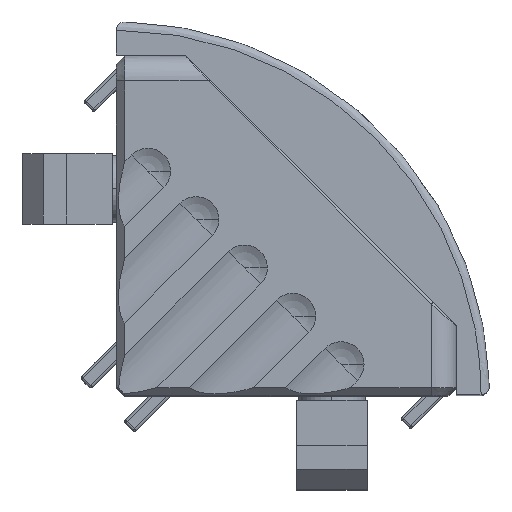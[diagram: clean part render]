
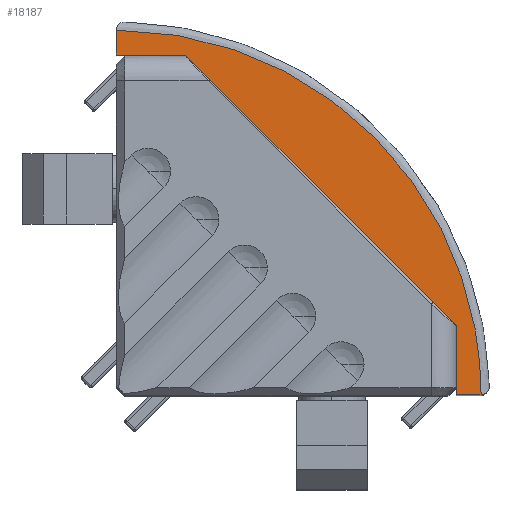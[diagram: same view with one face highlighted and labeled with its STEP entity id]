
A CAD part, top view. The second image highlights one B-rep face of the part: STEP entity #18187.
In plain terms, the highlighted face is planar.
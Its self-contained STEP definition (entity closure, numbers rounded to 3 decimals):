
#17836=CARTESIAN_POINT('',(21.5,0.,44.));
#17837=VERTEX_POINT('',#17836);
#17924=CARTESIAN_POINT('',(21.5,0.0,43.989));
#17925=VERTEX_POINT('',#17924);
#17932=CARTESIAN_POINT('',(21.5,1.,43.989));
#17933=DIRECTION('',(-1.0,0.0,0.0));
#17934=DIRECTION('',(0.0,0.0,1.0));
#17935=AXIS2_PLACEMENT_3D('',#17932,#17933,#17934);
#17936=CIRCLE('',#17935,1.);
#17937=EDGE_CURVE('',#17925,#17837,#17936,.T.);
#18019=CARTESIAN_POINT('',(21.5,41.,8.384));
#18020=VERTEX_POINT('',#18019);
#18021=CARTESIAN_POINT('',(21.5,41.,0.0));
#18022=VERTEX_POINT('',#18021);
#18023=CARTESIAN_POINT('',(21.5,41.,8.384));
#18024=DIRECTION('',(0.0,0.0,-1.0));
#18025=VECTOR('',#18024,8.384);
#18026=LINE('',#18023,#18025);
#18027=EDGE_CURVE('',#18020,#18022,#18026,.T.);
#18059=CARTESIAN_POINT('',(21.5,0.0,41.));
#18060=VERTEX_POINT('',#18059);
#18061=CARTESIAN_POINT('',(21.5,8.384,41.));
#18062=VERTEX_POINT('',#18061);
#18063=CARTESIAN_POINT('',(21.5,0.0,41.));
#18064=DIRECTION('',(0.0,1.0,0.0));
#18065=VECTOR('',#18064,8.384);
#18066=LINE('',#18063,#18065);
#18067=EDGE_CURVE('',#18060,#18062,#18066,.T.);
#18107=CARTESIAN_POINT('',(21.5,8.384,41.));
#18108=DIRECTION('',(0.0,0.707,-0.707));
#18109=VECTOR('',#18108,46.126);
#18110=LINE('',#18107,#18109);
#18111=EDGE_CURVE('',#18062,#18020,#18110,.T.);
#18134=CARTESIAN_POINT('',(21.5,0.0,43.989));
#18135=DIRECTION('',(0.0,0.0,-1.0));
#18136=VECTOR('',#18135,2.989);
#18137=LINE('',#18134,#18136);
#18138=EDGE_CURVE('',#17925,#18060,#18137,.T.);
#18144=CARTESIAN_POINT('',(21.5,0.0,0.0));
#18145=DIRECTION('',(1.0,0.0,0.0));
#18146=DIRECTION('',(0.0,0.0,-1.0));
#18147=AXIS2_PLACEMENT_3D('',#18144,#18145,#18146);
#18148=PLANE('',#18147);
#18149=ORIENTED_EDGE('',*,*,#18111,.T.);
#18150=ORIENTED_EDGE('',*,*,#18027,.T.);
#18151=CARTESIAN_POINT('',(21.5,43.989,0.0));
#18152=VERTEX_POINT('',#18151);
#18153=CARTESIAN_POINT('',(21.5,43.989,0.0));
#18154=DIRECTION('',(0.0,-1.0,0.0));
#18155=VECTOR('',#18154,2.989);
#18156=LINE('',#18153,#18155);
#18157=EDGE_CURVE('',#18152,#18022,#18156,.T.);
#18158=ORIENTED_EDGE('',*,*,#18157,.F.);
#18159=CARTESIAN_POINT('',(21.5,44.,0.));
#18160=VERTEX_POINT('',#18159);
#18161=CARTESIAN_POINT('',(21.5,43.989,1.));
#18162=DIRECTION('',(1.0,0.0,0.0));
#18163=DIRECTION('',(0.0,0.0,-1.0));
#18164=AXIS2_PLACEMENT_3D('',#18161,#18162,#18163);
#18165=CIRCLE('',#18164,1.);
#18166=EDGE_CURVE('',#18152,#18160,#18165,.T.);
#18167=ORIENTED_EDGE('',*,*,#18166,.T.);
#18168=CARTESIAN_POINT('',(21.5,0.,44.));
#18169=CARTESIAN_POINT('',(21.5,25.775,44.));
#18170=CARTESIAN_POINT('',(21.5,44.,25.775));
#18171=CARTESIAN_POINT('',(21.5,44.,0.));
#18179=(BOUNDED_CURVE()B_SPLINE_CURVE(3,(#18168,#18169,#18170,#18171),.UNSPECIFIED.,.F.,.U.)CURVE()GEOMETRIC_REPRESENTATION_ITEM()QUASI_UNIFORM_CURVE()RATIONAL_B_SPLINE_CURVE((1.0,0.805,0.805,1.0))REPRESENTATION_ITEM(''));
#18180=EDGE_CURVE('',#17837,#18160,#18179,.T.);
#18181=ORIENTED_EDGE('',*,*,#18180,.F.);
#18182=ORIENTED_EDGE('',*,*,#17937,.F.);
#18183=ORIENTED_EDGE('',*,*,#18138,.T.);
#18184=ORIENTED_EDGE('',*,*,#18067,.T.);
#18185=EDGE_LOOP('',(#18149,#18150,#18158,#18167,#18181,#18182,#18183,#18184));
#18186=FACE_OUTER_BOUND('',#18185,.T.);
#18187=ADVANCED_FACE('',(#18186),#18148,.T.);
